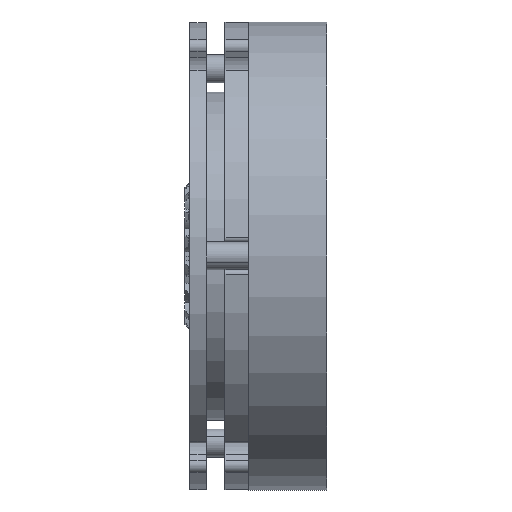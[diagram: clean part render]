
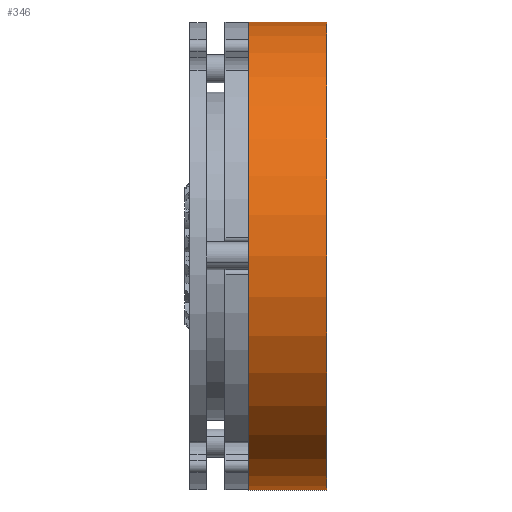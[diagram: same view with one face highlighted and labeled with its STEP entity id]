
A CAD part, front view. The second image highlights one B-rep face of the part: STEP entity #346.
In plain terms, the highlighted cylindrical face has radius 58.5 mm (diameter 117 mm), a partial arc.
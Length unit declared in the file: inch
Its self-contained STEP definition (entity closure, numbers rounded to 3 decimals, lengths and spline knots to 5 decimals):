
#18 = EDGE_LOOP ( 'NONE', ( #11673, #16313, #12337, #11418 ) ) ;
#123 = DIRECTION ( 'NONE',  ( 0., 0., 1. ) ) ;
#346 = ADVANCED_FACE ( 'NONE', ( #13709 ), #12146, .T. ) ;
#532 = DIRECTION ( 'NONE',  ( -1., 0., 0. ) ) ;
#609 = LINE ( 'NONE', #9101, #15195 ) ;
#834 = CARTESIAN_POINT ( 'NONE',  ( -0.64492, -0.15713, -0.12278 ) ) ;
#2770 = CIRCLE ( 'NONE', #15473, 2.30315 ) ;
#3916 = CARTESIAN_POINT ( 'NONE',  ( -0.41634, -0.15713, -0.12278 ) ) ;
#4463 = VERTEX_POINT ( 'NONE', #5239 ) ;
#4815 = CIRCLE ( 'NONE', #12231, 2.30315 ) ;
#5100 = DIRECTION ( 'NONE',  ( 0., 0., 1. ) ) ;
#5239 = CARTESIAN_POINT ( 'NONE',  ( -0.41634, -0.15713, 2.18037 ) ) ;
#6288 = DIRECTION ( 'NONE',  ( -1., 0., 0. ) ) ;
#6329 = DIRECTION ( 'NONE',  ( -1., 0., 0. ) ) ;
#6882 = EDGE_CURVE ( 'NONE', #16227, #4463, #4815, .T. ) ;
#7508 = CARTESIAN_POINT ( 'NONE',  ( 0.35137, -0.15713, -0.12278 ) ) ;
#7789 = DIRECTION ( 'NONE',  ( -1., 0., 0. ) ) ;
#8227 = EDGE_CURVE ( 'NONE', #12033, #11812, #2770, .T. ) ;
#9056 = EDGE_CURVE ( 'NONE', #11812, #4463, #609, .T. ) ;
#9101 = CARTESIAN_POINT ( 'NONE',  ( -0.64492, -0.15713, 2.18037 ) ) ;
#10080 = DIRECTION ( 'NONE',  ( -1., 0., 0. ) ) ;
#10319 = CARTESIAN_POINT ( 'NONE',  ( -0.41634, -0.15713, -2.42593 ) ) ;
#10450 = LINE ( 'NONE', #13109, #13343 ) ;
#11418 = ORIENTED_EDGE ( 'NONE', *, *, #6882, .F. ) ;
#11673 = ORIENTED_EDGE ( 'NONE', *, *, #12433, .F. ) ;
#11812 = VERTEX_POINT ( 'NONE', #16083 ) ;
#12033 = VERTEX_POINT ( 'NONE', #12460 ) ;
#12034 = AXIS2_PLACEMENT_3D ( 'NONE', #834, #6329, #5100 ) ;
#12146 = CYLINDRICAL_SURFACE ( 'NONE', #12034, 2.30315 ) ;
#12231 = AXIS2_PLACEMENT_3D ( 'NONE', #3916, #6288, #123 ) ;
#12337 = ORIENTED_EDGE ( 'NONE', *, *, #9056, .T. ) ;
#12433 = EDGE_CURVE ( 'NONE', #12033, #16227, #10450, .T. ) ;
#12460 = CARTESIAN_POINT ( 'NONE',  ( 0.35137, -0.15713, -2.42593 ) ) ;
#13109 = CARTESIAN_POINT ( 'NONE',  ( -0.64492, -0.15713, -2.42593 ) ) ;
#13343 = VECTOR ( 'NONE', #7789, 39.37008 ) ;
#13709 = FACE_OUTER_BOUND ( 'NONE', #18, .T. ) ;
#15167 = DIRECTION ( 'NONE',  ( 0., 0., 1. ) ) ;
#15195 = VECTOR ( 'NONE', #532, 39.37008 ) ;
#15473 = AXIS2_PLACEMENT_3D ( 'NONE', #7508, #10080, #15167 ) ;
#16083 = CARTESIAN_POINT ( 'NONE',  ( 0.35137, -0.15713, 2.18037 ) ) ;
#16227 = VERTEX_POINT ( 'NONE', #10319 ) ;
#16313 = ORIENTED_EDGE ( 'NONE', *, *, #8227, .T. ) ;
